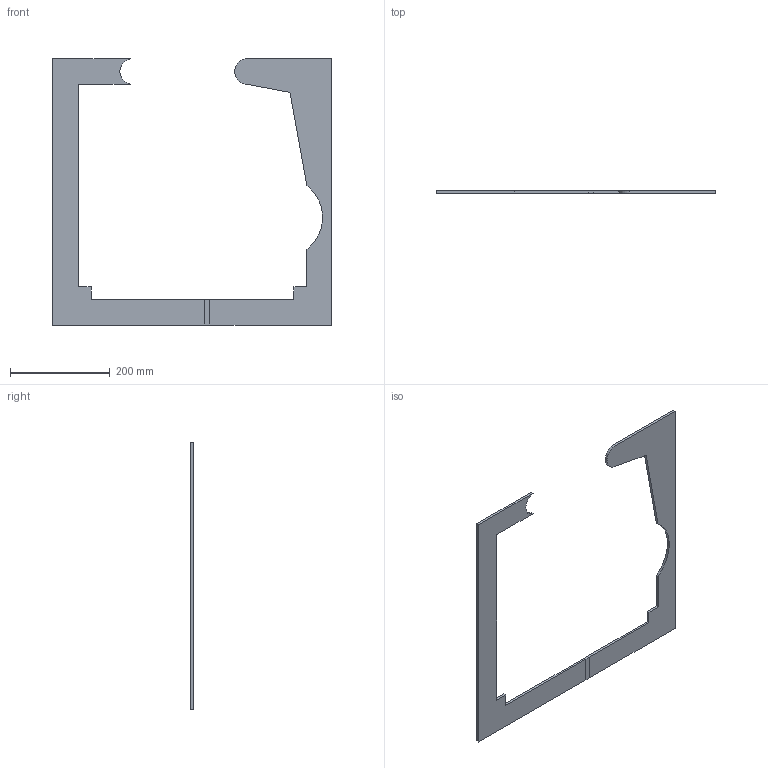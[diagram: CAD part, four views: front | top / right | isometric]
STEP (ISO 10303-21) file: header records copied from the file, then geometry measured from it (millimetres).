
FILE_DESCRIPTION(('produced by SPATIAL CORP'),'2;1');
FILE_NAME( 'part_ark_1.prt.hh.sat.stp','2002-04-19T13:20:46+00:00',('SPATIAL CORP'),( 'SPATIAL CORP'),'ACIS STEP Husk','http://www.spatial.com', 'SPATIAL CORP');
FILE_SCHEMA(('CONFIG_CONTROL_DESIGN'));
Length unit declared in the file: millimetre
Products named in the file (1): PRODUCT_ID_1
Bounding box: 558.8 x 5.08 x 533.4 mm (x, y, z)
Volume: 464305.3 mm3; surface area: 201191.7 mm2
Topology: 1 solids, 1 shells, 28 faces, 70 edges, 44 vertices
Faces by surface type: plane 25, cylinder 3
Entity records: 901 total; most frequent: CARTESIAN_POINT 142, ORIENTED_EDGE 140, DIRECTION 132, EDGE_CURVE 70, VECTOR 64, LINE 64, VERTEX_POINT 44, AXIS2_PLACEMENT_3D 34
